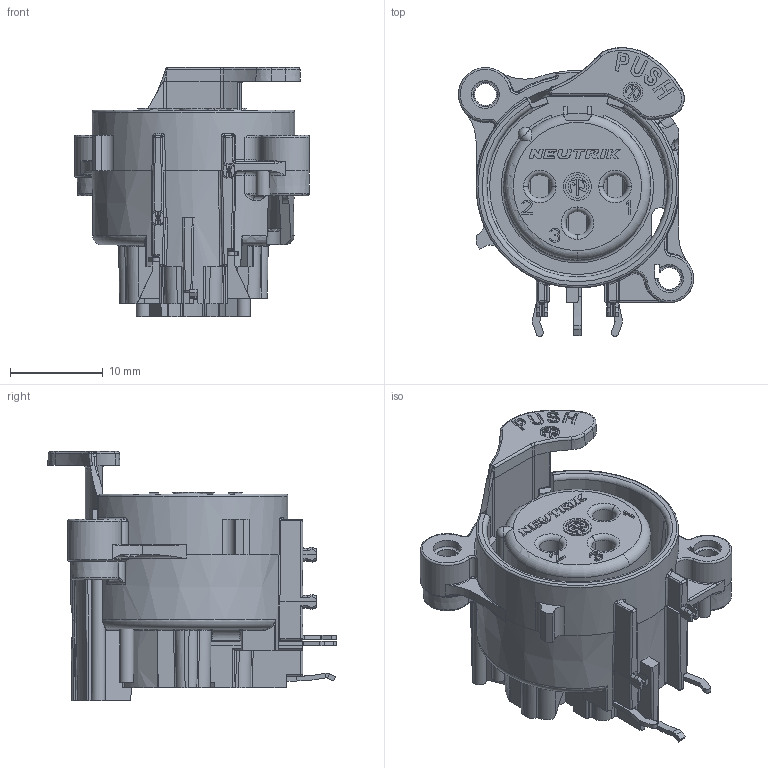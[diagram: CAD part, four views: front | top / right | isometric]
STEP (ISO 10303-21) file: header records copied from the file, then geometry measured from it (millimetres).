
FILE_DESCRIPTION((''),'2;1');
FILE_NAME('30010752','2024-04-18T15:28:05',('phk'),(''),'CREO PARAMETRIC BY PTC INC, 2023424','CREO PARAMETRIC BY PTC INC, 2023424','');
FILE_SCHEMA(('AP242_MANAGED_MODEL_BASED_3D_ENGINEERING_MIM_LF { 1 0 10303 442 1 1 4 }'));
Length unit declared in the file: millimetre
Products named in the file (1): 30010752
Bounding box: 25.3 x 31.04 x 26.8 mm (x, y, z)
Volume: 6040.4 mm3; surface area: 5040.5 mm2
Topology: 1 solids, 1 shells, 1354 faces, 3641 edges, 2322 vertices
Faces by surface type: plane 668, cylinder 287, bspline 163, torus 105, cone 56, extrusion 52, sphere 22, revolution 1
Entity records: 57485 total; most frequent: CARTESIAN_POINT 16034, ORIENTED_EDGE 7280, DIRECTION 6087, EDGE_CURVE 3640, VERTEX_POINT 2322, VECTOR 2080, LINE 2028, AXIS2_PLACEMENT_3D 2003
